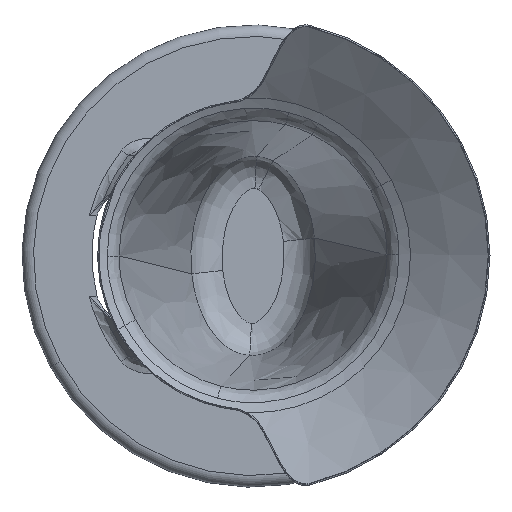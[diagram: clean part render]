
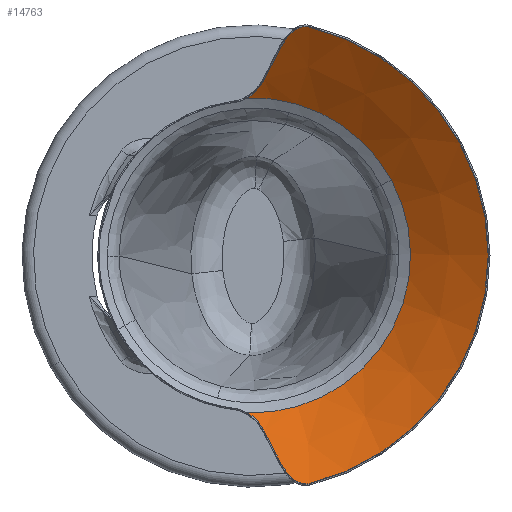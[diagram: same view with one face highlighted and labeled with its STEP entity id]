
A CAD part, top view. The second image highlights one B-rep face of the part: STEP entity #14763.
In plain terms, the highlighted conical face has half-angle 55 degrees and reference radius 66.917 mm.
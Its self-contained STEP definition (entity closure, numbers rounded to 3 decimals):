
#14539=CARTESIAN_POINT('Vertex',(59.783,32.66,135.844)) ;
#14542=CARTESIAN_POINT('Axis2P3D Location',(0.,0.,135.844)) ;
#14546=CARTESIAN_POINT('Vertex',(-2.497,68.077,135.844)) ;
#14598=CARTESIAN_POINT('Axis2P3D Location',(0.,0.,135.844)) ;
#14602=CARTESIAN_POINT('Vertex',(-2.497,-68.077,135.844)) ;
#14662=CARTESIAN_POINT('Axis2P3D Location',(0.,0.,135.)) ;
#14668=CARTESIAN_POINT('Control Point',(-2.497,-68.077,135.844)) ;
#14669=CARTESIAN_POINT('Control Point',(-0.54,-69.171,136.559)) ;
#14670=CARTESIAN_POINT('Control Point',(1.212,-70.613,137.576)) ;
#14671=CARTESIAN_POINT('Control Point',(2.688,-72.306,138.799)) ;
#14672=CARTESIAN_POINT('Control Point',(3.898,-74.14,140.126)) ;
#14673=CARTESIAN_POINT('Control Point',(4.87,-76.071,141.519)) ;
#14674=CARTESIAN_POINT('Vertex',(4.87,-76.071,141.519)) ;
#14678=CARTESIAN_POINT('Control Point',(4.87,-76.071,141.519)) ;
#14679=CARTESIAN_POINT('Control Point',(7.124,-80.548,144.748)) ;
#14680=CARTESIAN_POINT('Control Point',(9.416,-85.024,148.031)) ;
#14681=CARTESIAN_POINT('Control Point',(11.725,-89.483,151.337)) ;
#14682=CARTESIAN_POINT('Vertex',(11.725,-89.483,151.337)) ;
#14686=CARTESIAN_POINT('Control Point',(11.725,-89.483,151.337)) ;
#14687=CARTESIAN_POINT('Control Point',(11.885,-89.792,151.566)) ;
#14688=CARTESIAN_POINT('Control Point',(12.05,-90.1,151.794)) ;
#14689=CARTESIAN_POINT('Control Point',(12.218,-90.406,152.023)) ;
#14690=CARTESIAN_POINT('Control Point',(12.889,-91.583,152.902)) ;
#14691=CARTESIAN_POINT('Control Point',(13.632,-92.733,153.774)) ;
#14692=CARTESIAN_POINT('Control Point',(14.226,-93.566,154.411)) ;
#14693=CARTESIAN_POINT('Control Point',(15.314,-94.924,155.468)) ;
#14694=CARTESIAN_POINT('Control Point',(16.6,-96.182,156.486)) ;
#14695=CARTESIAN_POINT('Control Point',(17.153,-96.666,156.887)) ;
#14696=CARTESIAN_POINT('Control Point',(18.165,-97.441,157.547)) ;
#14697=CARTESIAN_POINT('Control Point',(19.338,-98.092,158.15)) ;
#14698=CARTESIAN_POINT('Control Point',(19.849,-98.332,158.385)) ;
#14699=CARTESIAN_POINT('Control Point',(20.988,-98.758,158.837)) ;
#14700=CARTESIAN_POINT('Control Point',(22.278,-98.961,159.17)) ;
#14701=CARTESIAN_POINT('Control Point',(22.994,-98.987,159.298)) ;
#14702=CARTESIAN_POINT('Control Point',(23.715,-98.905,159.359)) ;
#14703=CARTESIAN_POINT('Control Point',(24.41,-98.733,159.359)) ;
#14704=CARTESIAN_POINT('Vertex',(24.41,-98.733,159.359)) ;
#14707=CARTESIAN_POINT('Axis2P3D Location',(0.,0.,159.359)) ;
#14711=CARTESIAN_POINT('Vertex',(24.41,98.733,159.359)) ;
#14715=CARTESIAN_POINT('Control Point',(24.41,98.733,159.359)) ;
#14716=CARTESIAN_POINT('Control Point',(23.946,98.848,159.359)) ;
#14717=CARTESIAN_POINT('Control Point',(23.47,98.922,159.332)) ;
#14718=CARTESIAN_POINT('Control Point',(22.993,98.952,159.276)) ;
#14719=CARTESIAN_POINT('Control Point',(22.017,98.926,159.106)) ;
#14720=CARTESIAN_POINT('Control Point',(21.105,98.745,158.847)) ;
#14721=CARTESIAN_POINT('Control Point',(20.652,98.617,158.693)) ;
#14722=CARTESIAN_POINT('Control Point',(19.603,98.239,158.286)) ;
#14723=CARTESIAN_POINT('Control Point',(18.676,97.736,157.817)) ;
#14724=CARTESIAN_POINT('Control Point',(18.166,97.41,157.526)) ;
#14725=CARTESIAN_POINT('Control Point',(17.057,96.602,156.83)) ;
#14726=CARTESIAN_POINT('Control Point',(16.093,95.701,156.095)) ;
#14727=CARTESIAN_POINT('Control Point',(15.584,95.17,155.67)) ;
#14728=CARTESIAN_POINT('Control Point',(14.364,93.772,154.568)) ;
#14729=CARTESIAN_POINT('Control Point',(13.327,92.29,153.436)) ;
#14730=CARTESIAN_POINT('Control Point',(12.75,91.371,152.742)) ;
#14731=CARTESIAN_POINT('Control Point',(12.218,90.434,152.041)) ;
#14732=CARTESIAN_POINT('Control Point',(11.725,89.483,151.337)) ;
#14733=CARTESIAN_POINT('Vertex',(11.725,89.483,151.337)) ;
#14737=CARTESIAN_POINT('Control Point',(11.725,89.483,151.337)) ;
#14738=CARTESIAN_POINT('Control Point',(9.415,85.021,148.029)) ;
#14739=CARTESIAN_POINT('Control Point',(7.123,80.548,144.748)) ;
#14740=CARTESIAN_POINT('Control Point',(4.87,76.071,141.519)) ;
#14741=CARTESIAN_POINT('Vertex',(4.87,76.071,141.519)) ;
#14745=CARTESIAN_POINT('Control Point',(4.87,76.071,141.519)) ;
#14746=CARTESIAN_POINT('Control Point',(3.898,74.14,140.126)) ;
#14747=CARTESIAN_POINT('Control Point',(2.688,72.306,138.799)) ;
#14748=CARTESIAN_POINT('Control Point',(1.212,70.613,137.576)) ;
#14749=CARTESIAN_POINT('Control Point',(-0.54,69.171,136.559)) ;
#14750=CARTESIAN_POINT('Control Point',(-2.497,68.077,135.844)) ;
#14543=DIRECTION('Axis2P3D Direction',(0.,0.,1.)) ;
#14599=DIRECTION('Axis2P3D Direction',(0.,0.,1.)) ;
#14663=DIRECTION('Axis2P3D Direction',(0.,0.,1.)) ;
#14664=DIRECTION('Axis2P3D XDirection',(-1.,0.,0.)) ;
#14708=DIRECTION('Axis2P3D Direction',(0.,0.,1.)) ;
#14544=AXIS2_PLACEMENT_3D('Circle Axis2P3D',#14542,#14543,$) ;
#14600=AXIS2_PLACEMENT_3D('Circle Axis2P3D',#14598,#14599,$) ;
#14665=AXIS2_PLACEMENT_3D('Cone Axis2P3D',#14662,#14663,#14664) ;
#14709=AXIS2_PLACEMENT_3D('Circle Axis2P3D',#14707,#14708,$) ;
#14753=ORIENTED_EDGE('',*,*,#14676,.F.) ;
#14754=ORIENTED_EDGE('',*,*,#14684,.F.) ;
#14755=ORIENTED_EDGE('',*,*,#14706,.F.) ;
#14756=ORIENTED_EDGE('',*,*,#14713,.F.) ;
#14757=ORIENTED_EDGE('',*,*,#14735,.F.) ;
#14758=ORIENTED_EDGE('',*,*,#14743,.F.) ;
#14759=ORIENTED_EDGE('',*,*,#14751,.F.) ;
#14760=ORIENTED_EDGE('',*,*,#14548,.T.) ;
#14761=ORIENTED_EDGE('',*,*,#14604,.T.) ;
#14763=ADVANCED_FACE('PartBody',(#14762),#14666,.F.) ;
#14667=B_SPLINE_CURVE_WITH_KNOTS('',5,(#14668,#14669,#14670,#14671,#14672,#14673),.UNSPECIFIED.,.F.,.U.,(6,6),(94.643,112.847),.UNSPECIFIED.) ;
#14677=B_SPLINE_CURVE_WITH_KNOTS('',3,(#14678,#14679,#14680,#14681),.UNSPECIFIED.,.F.,.U.,(4,4),(28.038,53.489),.UNSPECIFIED.) ;
#14685=B_SPLINE_CURVE_WITH_KNOTS('',5,(#14686,#14687,#14688,#14689,#14690,#14691,#14692,#14693,#14694,#14695,#14696,#14697,#14698,#14699,#14700,#14701,#14702,#14703),.UNSPECIFIED.,.F.,.U.,(6,3,3,3,3,6),(9.443,12.934,22.932,29.658,34.301,39.339),.UNSPECIFIED.) ;
#14714=B_SPLINE_CURVE_WITH_KNOTS('',5,(#14715,#14716,#14717,#14718,#14719,#14720,#14721,#14722,#14723,#14724,#14725,#14726,#14727,#14728,#14729,#14730,#14731,#14732),.UNSPECIFIED.,.F.,.U.,(6,3,3,3,3,6),(4.102,7.463,11.096,16.343,23.262,33.998),.UNSPECIFIED.) ;
#14736=B_SPLINE_CURVE_WITH_KNOTS('',3,(#14737,#14738,#14739,#14740),.UNSPECIFIED.,.F.,.U.,(4,4),(32.761,58.253),.UNSPECIFIED.) ;
#14744=B_SPLINE_CURVE_WITH_KNOTS('',5,(#14745,#14746,#14747,#14748,#14749,#14750),.UNSPECIFIED.,.F.,.U.,(6,6),(58.744,76.947),.UNSPECIFIED.) ;
#14545=CIRCLE('generated circle',#14544,68.122) ;
#14601=CIRCLE('generated circle',#14600,68.122) ;
#14710=CIRCLE('generated circle',#14709,101.706) ;
#14666=CONICAL_SURFACE('Cone',#14665,66.917,0.96) ;
#14548=EDGE_CURVE('',#14547,#14540,#14545,.F.) ;
#14604=EDGE_CURVE('',#14540,#14603,#14601,.F.) ;
#14676=EDGE_CURVE('',#14675,#14603,#14667,.F.) ;
#14684=EDGE_CURVE('',#14683,#14675,#14677,.F.) ;
#14706=EDGE_CURVE('',#14705,#14683,#14685,.F.) ;
#14713=EDGE_CURVE('',#14712,#14705,#14710,.F.) ;
#14735=EDGE_CURVE('',#14734,#14712,#14714,.F.) ;
#14743=EDGE_CURVE('',#14742,#14734,#14736,.F.) ;
#14751=EDGE_CURVE('',#14547,#14742,#14744,.F.) ;
#14752=EDGE_LOOP('',(#14753,#14754,#14755,#14756,#14757,#14758,#14759,#14760,#14761)) ;
#14762=FACE_OUTER_BOUND('',#14752,.T.) ;
#14540=VERTEX_POINT('',#14539) ;
#14547=VERTEX_POINT('',#14546) ;
#14603=VERTEX_POINT('',#14602) ;
#14675=VERTEX_POINT('',#14674) ;
#14683=VERTEX_POINT('',#14682) ;
#14705=VERTEX_POINT('',#14704) ;
#14712=VERTEX_POINT('',#14711) ;
#14734=VERTEX_POINT('',#14733) ;
#14742=VERTEX_POINT('',#14741) ;
